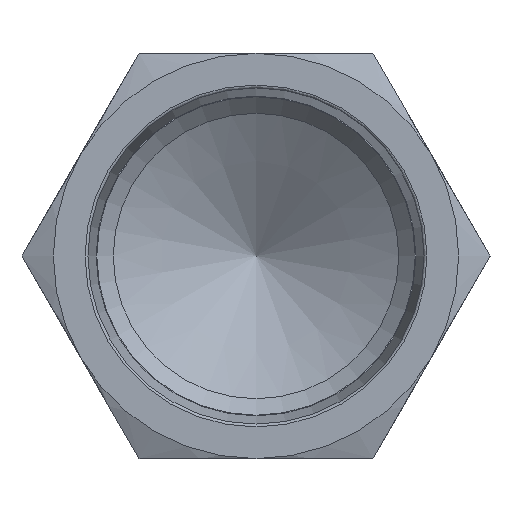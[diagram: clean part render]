
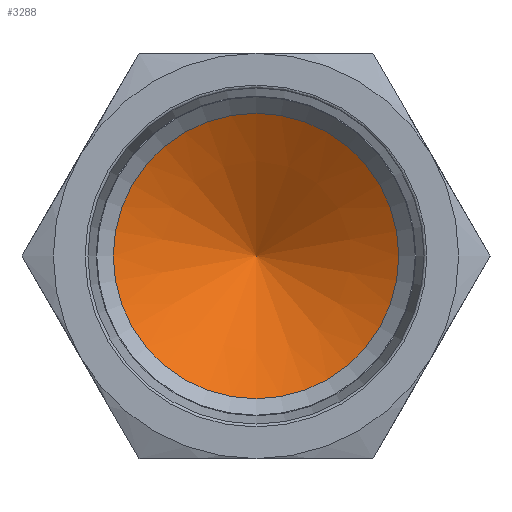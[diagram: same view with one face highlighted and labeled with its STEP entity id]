
A CAD part, left-side view. The second image highlights one B-rep face of the part: STEP entity #3288.
In plain terms, the highlighted conical face has half-angle 59 degrees and reference radius 11.11 mm.
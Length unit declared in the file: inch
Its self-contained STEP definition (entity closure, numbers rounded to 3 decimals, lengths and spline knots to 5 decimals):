
#3265=CARTESIAN_POINT('',(0.91,0.0,0.486));
#3266=VERTEX_POINT('',#3265);
#3267=CARTESIAN_POINT('',(0.91,0.0,0.0));
#3268=DIRECTION('',(-1.0,0.0,0.0));
#3269=DIRECTION('',(0.0,0.0,1.0));
#3270=AXIS2_PLACEMENT_3D('',#3267,#3268,#3269);
#3271=CIRCLE('',#3270,0.486);
#3272=EDGE_CURVE('',#3266,#3266,#3271,.T.);
#3280=CARTESIAN_POINT('',(0.9392,0.,0.0));
#3281=DIRECTION('',(-1.0,0.,0.));
#3282=DIRECTION('',(0.,-0.581,-0.814));
#3283=AXIS2_PLACEMENT_3D('',#3280,#3281,#3282);
#3284=CONICAL_SURFACE('',#3283,0.4374,59.);
#3285=ORIENTED_EDGE('',*,*,#3272,.T.);
#3286=EDGE_LOOP('',(#3285));
#3287=FACE_OUTER_BOUND('',#3286,.T.);
#3288=ADVANCED_FACE('',(#3287),#3284,.F.);
